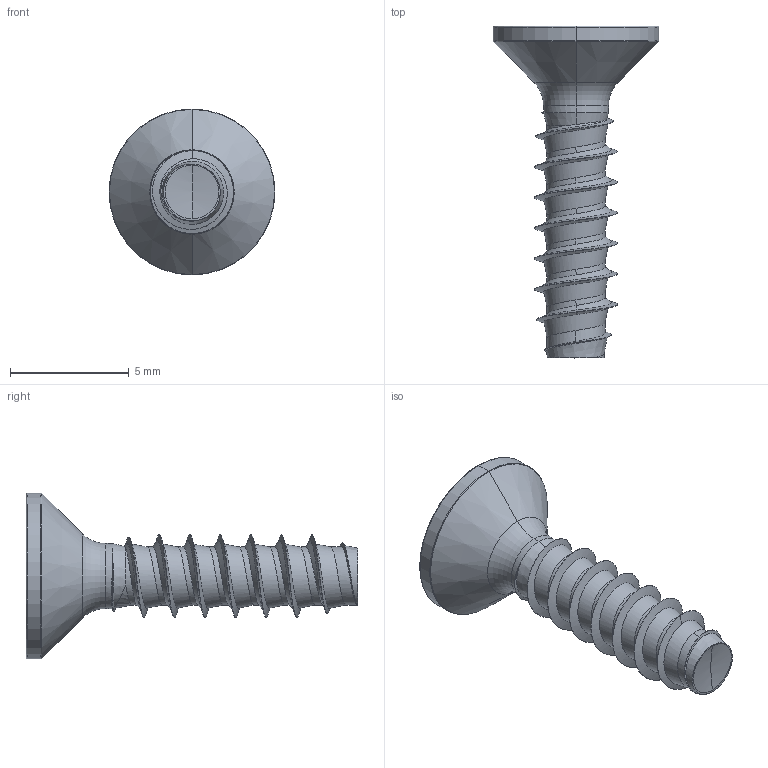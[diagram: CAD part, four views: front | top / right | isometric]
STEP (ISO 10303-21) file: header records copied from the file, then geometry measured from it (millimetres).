
FILE_DESCRIPTION (( 'STEP AP203' ), '1' );
FILE_NAME ('STP330350140.STEP', '2017-08-15T15:30:19', ( '' ), ( '' ), 'SwSTEP 2.0', 'SolidWorks 2015', '' );
FILE_SCHEMA (( 'CONFIG_CONTROL_DESIGN' ));
Length unit declared in the file: millimetre
Products named in the file (1): STP330350140
Bounding box: 7 x 14 x 7 mm (x, y, z)
Volume: 123.5 mm3; surface area: 256.4 mm2
Topology: 1 solids, 1 shells, 176 faces, 397 edges, 223 vertices
Faces by surface type: cylinder 61, bspline 51, sphere 26, plane 22, cone 10, torus 6
Entity records: 15909 total; most frequent: CARTESIAN_POINT 12365, ORIENTED_EDGE 790, DIRECTION 645, EDGE_CURVE 395, AXIS2_PLACEMENT_3D 265, VERTEX_POINT 223, EDGE_LOOP 178, ADVANCED_FACE 176
